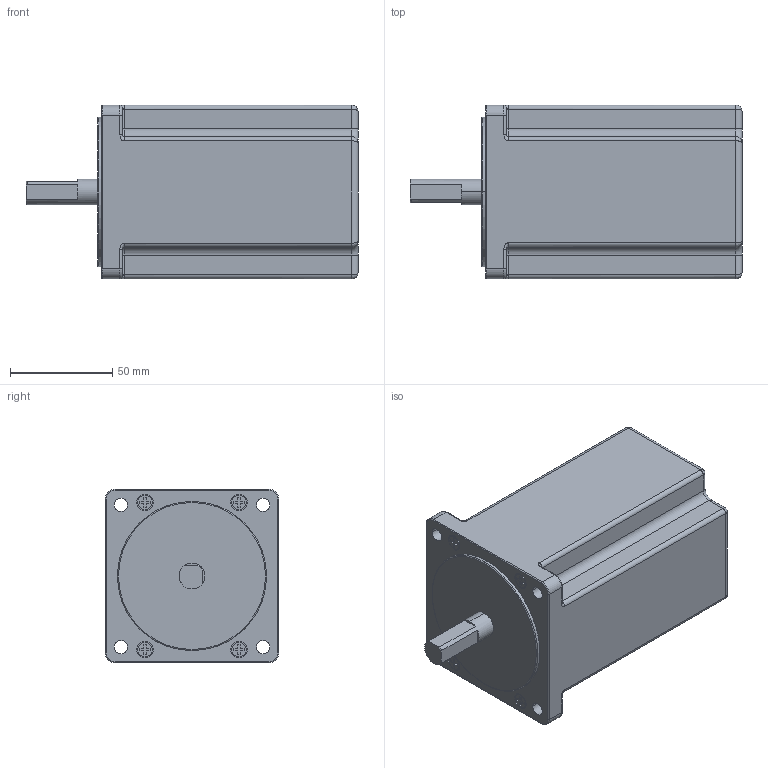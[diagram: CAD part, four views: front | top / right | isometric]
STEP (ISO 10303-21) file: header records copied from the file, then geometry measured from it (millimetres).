
FILE_DESCRIPTION((''),'2;1');
FILE_NAME('PRT0001','2017-04-07T',('Administrator'),(''),'PRO/ENGINEER BY PARAMETRIC TECHNOLOGY CORPORATION, 2010100','PRO/ENGINEER BY PARAMETRIC TECHNOLOGY CORPORATION, 2010100','');
FILE_SCHEMA(('CONFIG_CONTROL_DESIGN'));
Length unit declared in the file: millimetre
Products named in the file (1): PRT0001
Bounding box: 162.5 x 85 x 85 mm (x, y, z)
Volume: 806785.5 mm3; surface area: 57300.2 mm2
Topology: 1 solids, 1 shells, 195 faces, 463 edges, 284 vertices
Faces by surface type: plane 84, cylinder 76, torus 18, bspline 16, cone 1
Entity records: 7094 total; most frequent: CARTESIAN_POINT 2583, ORIENTED_EDGE 926, DIRECTION 922, EDGE_CURVE 463, AXIS2_PLACEMENT_3D 323, VERTEX_POINT 284, VECTOR 276, LINE 276
